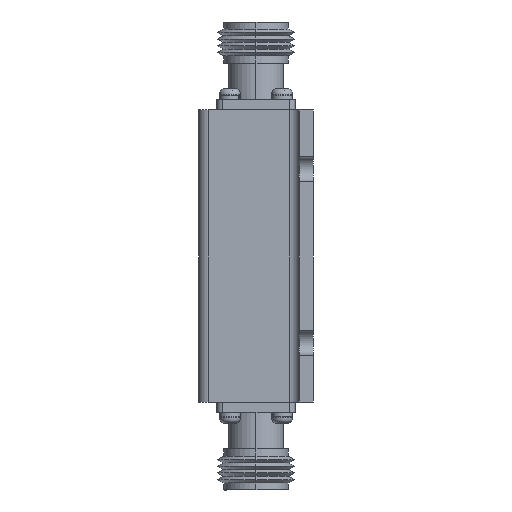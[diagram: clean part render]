
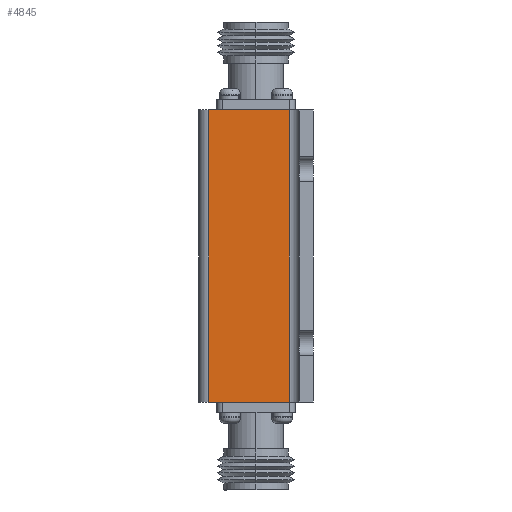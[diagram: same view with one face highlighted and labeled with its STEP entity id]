
A CAD part, left-side view. The second image highlights one B-rep face of the part: STEP entity #4845.
In plain terms, the highlighted planar face has unit normal (-1, 0, 0).
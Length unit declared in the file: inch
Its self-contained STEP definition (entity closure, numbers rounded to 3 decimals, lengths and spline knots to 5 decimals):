
#162 = CARTESIAN_POINT ( 'NONE',  ( -2.24, 0.08, -1.178 ) ) ;
#699 = EDGE_CURVE ( 'NONE', #15110, #6743, #14847, .T. ) ;
#854 = LINE ( 'NONE', #7512, #3872 ) ;
#1308 = DIRECTION ( 'NONE',  ( 0., 0., 1. ) ) ;
#1665 = CARTESIAN_POINT ( 'NONE',  ( -2.24, 0.812, 1.178 ) ) ;
#1710 = DIRECTION ( 'NONE',  ( 0., 0., -1. ) ) ;
#3872 = VECTOR ( 'NONE', #15218, 39.37008 ) ;
#4401 = CARTESIAN_POINT ( 'NONE',  ( -2.24, 0.732, -1.178 ) ) ;
#4733 = VERTEX_POINT ( 'NONE', #11753 ) ;
#4845 = ADVANCED_FACE ( 'NONE', ( #8833 ), #6798, .F. ) ;
#5006 = VECTOR ( 'NONE', #12546, 39.37008 ) ;
#5608 = AXIS2_PLACEMENT_3D ( 'NONE', #1665, #9378, #1710 ) ;
#5695 = DIRECTION ( 'NONE',  ( 0., 0., -1. ) ) ;
#6549 = CARTESIAN_POINT ( 'NONE',  ( -2.24, 0.08, 1.178 ) ) ;
#6743 = VERTEX_POINT ( 'NONE', #162 ) ;
#6798 = PLANE ( 'NONE',  #5608 ) ;
#7480 = CARTESIAN_POINT ( 'NONE',  ( -2.24, 0.732, -1.178 ) ) ;
#7512 = CARTESIAN_POINT ( 'NONE',  ( -2.24, 0.812, 1.178 ) ) ;
#7842 = ORIENTED_EDGE ( 'NONE', *, *, #11285, .F. ) ;
#8833 = FACE_OUTER_BOUND ( 'NONE', #15328, .T. ) ;
#8863 = ORIENTED_EDGE ( 'NONE', *, *, #699, .T. ) ;
#9185 = VECTOR ( 'NONE', #5695, 39.37008 ) ;
#9378 = DIRECTION ( 'NONE',  ( 1., 0., 0. ) ) ;
#10290 = CARTESIAN_POINT ( 'NONE',  ( -2.24, 0.08, 1.178 ) ) ;
#10448 = LINE ( 'NONE', #10290, #13423 ) ;
#11285 = EDGE_CURVE ( 'NONE', #4733, #11432, #854, .T. ) ;
#11432 = VERTEX_POINT ( 'NONE', #6549 ) ;
#11730 = ORIENTED_EDGE ( 'NONE', *, *, #12870, .T. ) ;
#11753 = CARTESIAN_POINT ( 'NONE',  ( -2.24, 0.732, 1.178 ) ) ;
#12531 = EDGE_CURVE ( 'NONE', #6743, #11432, #10448, .T. ) ;
#12546 = DIRECTION ( 'NONE',  ( 0., -1., 0. ) ) ;
#12611 = LINE ( 'NONE', #4401, #9185 ) ;
#12870 = EDGE_CURVE ( 'NONE', #4733, #15110, #12611, .T. ) ;
#13423 = VECTOR ( 'NONE', #1308, 39.37008 ) ;
#13964 = CARTESIAN_POINT ( 'NONE',  ( -2.24, 0.812, -1.178 ) ) ;
#13977 = ORIENTED_EDGE ( 'NONE', *, *, #12531, .T. ) ;
#14847 = LINE ( 'NONE', #13964, #5006 ) ;
#15110 = VERTEX_POINT ( 'NONE', #7480 ) ;
#15218 = DIRECTION ( 'NONE',  ( 0., -1., 0. ) ) ;
#15328 = EDGE_LOOP ( 'NONE', ( #8863, #13977, #7842, #11730 ) ) ;
